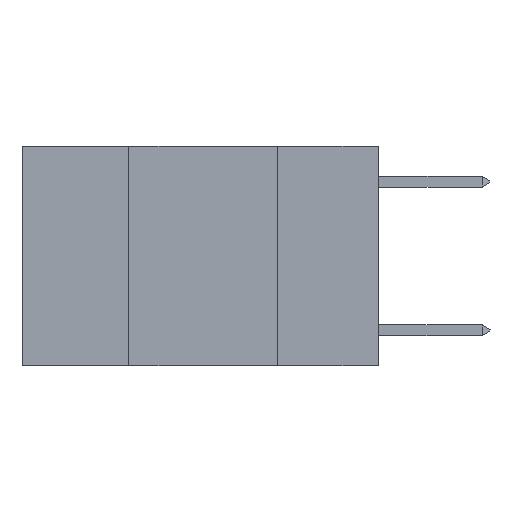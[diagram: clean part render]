
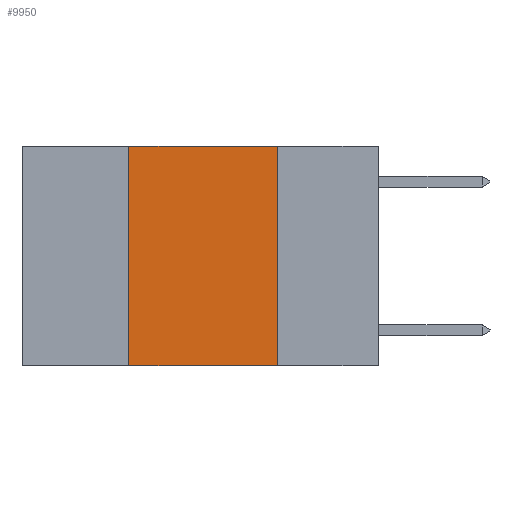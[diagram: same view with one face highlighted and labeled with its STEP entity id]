
A CAD part, left-side view. The second image highlights one B-rep face of the part: STEP entity #9950.
In plain terms, the highlighted planar face has unit normal (-1, 0, 0).
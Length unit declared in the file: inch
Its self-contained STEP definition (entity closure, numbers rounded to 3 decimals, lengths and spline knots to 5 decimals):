
#952 = LINE ( 'NONE', #2786, #6734 ) ;
#1029 = ORIENTED_EDGE ( 'NONE', *, *, #3077, .T. ) ;
#1083 = CARTESIAN_POINT ( 'NONE',  ( 0., 0.42, 0. ) ) ;
#1093 = VECTOR ( 'NONE', #3407, 39.37008 ) ;
#1530 = VERTEX_POINT ( 'NONE', #1083 ) ;
#1825 = CARTESIAN_POINT ( 'NONE',  ( 0., 0.17, -0.37 ) ) ;
#1938 = ORIENTED_EDGE ( 'NONE', *, *, #6293, .F. ) ;
#2015 = EDGE_CURVE ( 'NONE', #1530, #8814, #8092, .T. ) ;
#2786 = CARTESIAN_POINT ( 'NONE',  ( 0., 0.42, 0. ) ) ;
#3077 = EDGE_CURVE ( 'NONE', #6926, #5707, #10566, .T. ) ;
#3357 = LINE ( 'NONE', #7742, #1093 ) ;
#3407 = DIRECTION ( 'NONE',  ( 0., 0., -1. ) ) ;
#4468 = FACE_OUTER_BOUND ( 'NONE', #10140, .T. ) ;
#4941 = DIRECTION ( 'NONE',  ( 1., 0., 0. ) ) ;
#4966 = ORIENTED_EDGE ( 'NONE', *, *, #10234, .F. ) ;
#5707 = VERTEX_POINT ( 'NONE', #1825 ) ;
#5753 = CARTESIAN_POINT ( 'NONE',  ( 0., 0.17, 0. ) ) ;
#6035 = VECTOR ( 'NONE', #9303, 39.37008 ) ;
#6250 = CARTESIAN_POINT ( 'NONE',  ( 0., 0.6, 0. ) ) ;
#6293 = EDGE_CURVE ( 'NONE', #6926, #1530, #952, .T. ) ;
#6734 = VECTOR ( 'NONE', #9704, 39.37008 ) ;
#6926 = VERTEX_POINT ( 'NONE', #7305 ) ;
#7305 = CARTESIAN_POINT ( 'NONE',  ( 0., 0.42, -0.37 ) ) ;
#7626 = AXIS2_PLACEMENT_3D ( 'NONE', #10096, #4941, #10898 ) ;
#7742 = CARTESIAN_POINT ( 'NONE',  ( 0., 0.17, 0. ) ) ;
#8092 = LINE ( 'NONE', #6250, #8357 ) ;
#8357 = VECTOR ( 'NONE', #8804, 39.37008 ) ;
#8475 = CARTESIAN_POINT ( 'NONE',  ( 0., 0.6, -0.37 ) ) ;
#8804 = DIRECTION ( 'NONE',  ( 0., -1., 0. ) ) ;
#8814 = VERTEX_POINT ( 'NONE', #5753 ) ;
#9303 = DIRECTION ( 'NONE',  ( 0., -1., 0. ) ) ;
#9704 = DIRECTION ( 'NONE',  ( 0., 0., 1. ) ) ;
#9950 = ADVANCED_FACE ( 'NONE', ( #4468 ), #10064, .F. ) ;
#10064 = PLANE ( 'NONE',  #7626 ) ;
#10096 = CARTESIAN_POINT ( 'NONE',  ( 0., 0.6, 0. ) ) ;
#10098 = ORIENTED_EDGE ( 'NONE', *, *, #2015, .F. ) ;
#10140 = EDGE_LOOP ( 'NONE', ( #4966, #10098, #1938, #1029 ) ) ;
#10234 = EDGE_CURVE ( 'NONE', #8814, #5707, #3357, .T. ) ;
#10566 = LINE ( 'NONE', #8475, #6035 ) ;
#10898 = DIRECTION ( 'NONE',  ( 0., 0., -1. ) ) ;
